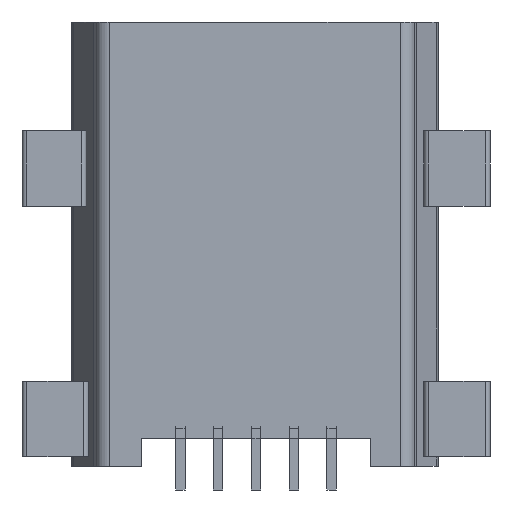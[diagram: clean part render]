
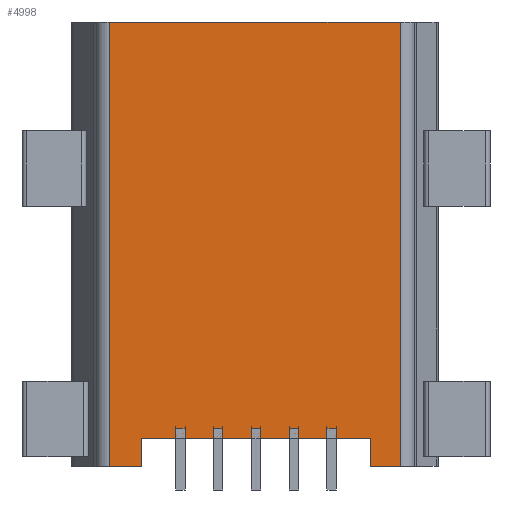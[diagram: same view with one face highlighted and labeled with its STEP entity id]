
A CAD part, front view. The second image highlights one B-rep face of the part: STEP entity #4998.
In plain terms, the highlighted planar face has unit normal (0, -1, 0).
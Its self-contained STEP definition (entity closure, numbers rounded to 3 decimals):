
#483=FACE_OUTER_BOUND('',#759,.T.);
#759=EDGE_LOOP('',(#3899,#3900,#3901,#3902,#3903,#3904,#3905,#3906));
#1170=LINE('',#8879,#1703);
#1177=LINE('',#8894,#1710);
#1180=LINE('',#8898,#1713);
#1181=LINE('',#8901,#1714);
#1182=LINE('',#8903,#1715);
#1183=LINE('',#8905,#1716);
#1184=LINE('',#8907,#1717);
#1185=LINE('',#8908,#1718);
#1703=VECTOR('',#6122,10.);
#1710=VECTOR('',#6133,10.);
#1713=VECTOR('',#6138,10.);
#1714=VECTOR('',#6141,10.);
#1715=VECTOR('',#6142,10.);
#1716=VECTOR('',#6143,10.);
#1717=VECTOR('',#6144,10.);
#1718=VECTOR('',#6145,10.);
#2242=VERTEX_POINT('',#8876);
#2243=VERTEX_POINT('',#8878);
#2248=VERTEX_POINT('',#8891);
#2249=VERTEX_POINT('',#8893);
#2250=VERTEX_POINT('',#8900);
#2251=VERTEX_POINT('',#8902);
#2252=VERTEX_POINT('',#8904);
#2253=VERTEX_POINT('',#8906);
#2862=EDGE_CURVE('',#2243,#2242,#1170,.T.);
#2869=EDGE_CURVE('',#2249,#2248,#1177,.T.);
#2872=EDGE_CURVE('',#2242,#2249,#1180,.T.);
#2873=EDGE_CURVE('',#2250,#2248,#1181,.T.);
#2874=EDGE_CURVE('',#2251,#2250,#1182,.T.);
#2875=EDGE_CURVE('',#2252,#2251,#1183,.T.);
#2876=EDGE_CURVE('',#2252,#2253,#1184,.T.);
#2877=EDGE_CURVE('',#2243,#2253,#1185,.T.);
#3899=ORIENTED_EDGE('',*,*,#2862,.T.);
#3900=ORIENTED_EDGE('',*,*,#2872,.T.);
#3901=ORIENTED_EDGE('',*,*,#2869,.T.);
#3902=ORIENTED_EDGE('',*,*,#2873,.F.);
#3903=ORIENTED_EDGE('',*,*,#2874,.F.);
#3904=ORIENTED_EDGE('',*,*,#2875,.F.);
#3905=ORIENTED_EDGE('',*,*,#2876,.T.);
#3906=ORIENTED_EDGE('',*,*,#2877,.F.);
#4782=PLANE('',#5312);
#4998=ADVANCED_FACE('',(#483),#4782,.T.);
#5312=AXIS2_PLACEMENT_3D('',#8899,#6139,#6140);
#6122=DIRECTION('',(0.,0.,1.));
#6133=DIRECTION('',(0.,0.,-1.));
#6138=DIRECTION('',(1.,0.,0.));
#6139=DIRECTION('center_axis',(0.,-1.,0.));
#6140=DIRECTION('ref_axis',(-1.,0.,0.));
#6141=DIRECTION('',(-1.,0.,0.));
#6142=DIRECTION('',(0.,0.,-1.));
#6143=DIRECTION('',(1.,0.,0.));
#6144=DIRECTION('',(0.,0.,-1.));
#6145=DIRECTION('',(-1.,0.,0.));
#8876=CARTESIAN_POINT('',(-2.422,0.,-8.8));
#8878=CARTESIAN_POINT('',(-2.422,0.,-9.4));
#8879=CARTESIAN_POINT('',(-2.422,0.,-4.7));
#8891=CARTESIAN_POINT('',(2.422,0.,-9.4));
#8893=CARTESIAN_POINT('',(2.422,0.,-8.8));
#8894=CARTESIAN_POINT('',(2.422,0.,-4.4));
#8898=CARTESIAN_POINT('',(0.314,0.,-8.8));
#8899=CARTESIAN_POINT('Origin',(3.05,0.,0.));
#8900=CARTESIAN_POINT('',(3.05,0.,-9.4));
#8901=CARTESIAN_POINT('',(-3.417,0.,-9.4));
#8902=CARTESIAN_POINT('',(3.05,0.,0.));
#8903=CARTESIAN_POINT('',(3.05,0.,0.));
#8904=CARTESIAN_POINT('',(-3.1,0.,0.));
#8905=CARTESIAN_POINT('',(-3.417,0.,0.));
#8906=CARTESIAN_POINT('',(-3.1,0.,-9.4));
#8907=CARTESIAN_POINT('',(-3.1,0.,0.));
#8908=CARTESIAN_POINT('',(-3.417,0.,-9.4));
